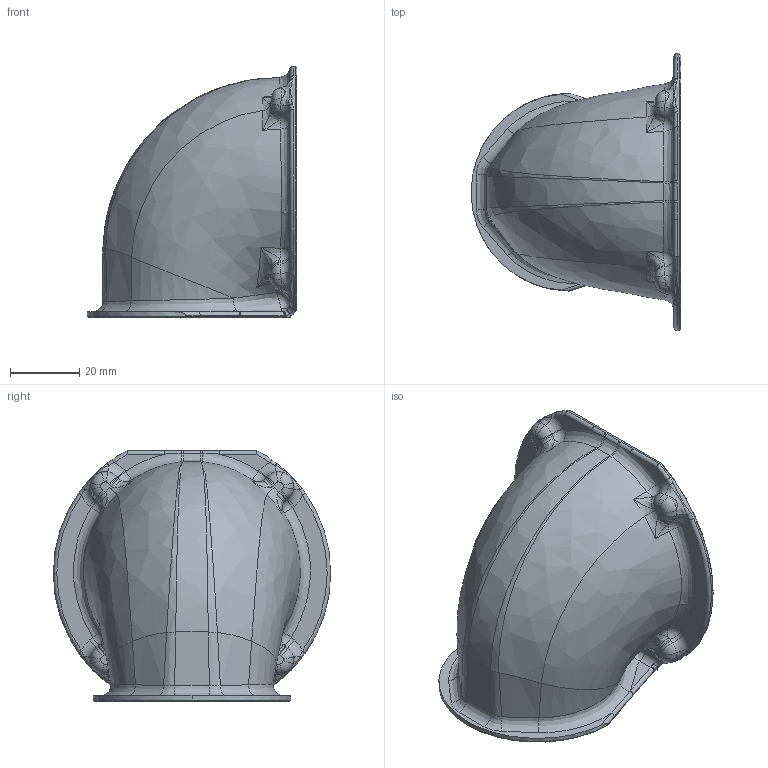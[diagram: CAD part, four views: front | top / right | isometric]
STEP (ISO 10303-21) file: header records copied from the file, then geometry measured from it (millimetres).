
FILE_DESCRIPTION (( 'STEP AP214' ), '1' );
FILE_NAME ('ExhaustDuct-nohole.STEP', '2022-03-13T04:13:29', ( '' ), ( '' ), 'SwSTEP 2.0', 'SolidWorks 2021', '' );
FILE_SCHEMA (( 'AUTOMOTIVE_DESIGN' ));
Length unit declared in the file: millimetre
Products named in the file (1): ExhaustDuct-nohole
Bounding box: 60.5 x 80 x 72.36 mm (x, y, z)
Volume: 26395.8 mm3; surface area: 24811.3 mm2
Topology: 1 solids, 1 shells, 249 faces, 609 edges, 348 vertices
Faces by surface type: bspline 125, cylinder 43, torus 31, plane 26, cone 14, sphere 10
Entity records: 26980 total; most frequent: CARTESIAN_POINT 22105, ORIENTED_EDGE 1182, DIRECTION 791, EDGE_CURVE 591, AXIS2_PLACEMENT_3D 358, VERTEX_POINT 348, B_SPLINE_CURVE_WITH_KNOTS 277, EDGE_LOOP 255
